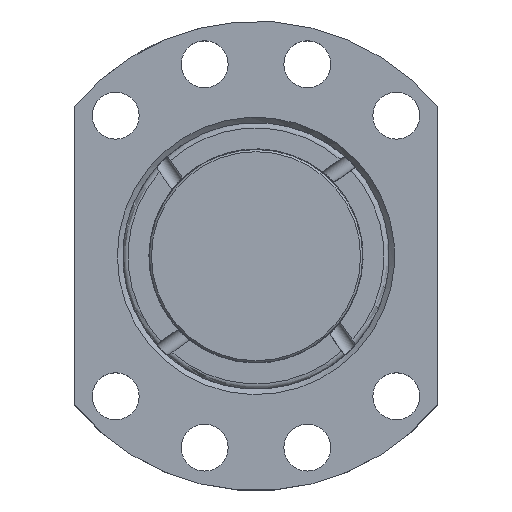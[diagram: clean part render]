
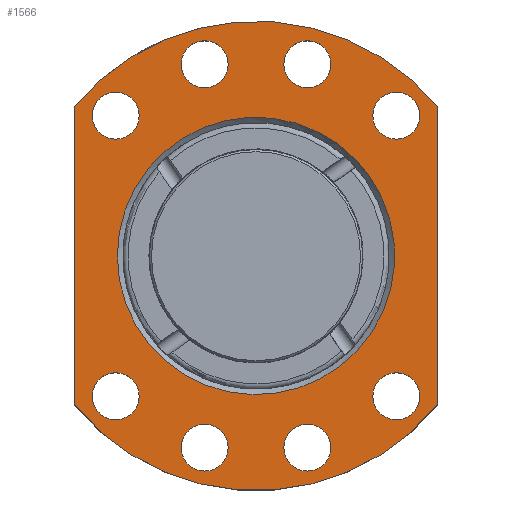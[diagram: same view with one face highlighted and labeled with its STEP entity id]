
A CAD part, top view. The second image highlights one B-rep face of the part: STEP entity #1566.
In plain terms, the highlighted planar face has unit normal (0, 0, 1).
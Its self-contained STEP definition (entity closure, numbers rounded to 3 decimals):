
#74=LINE('',#2837,#150);
#75=LINE('',#2838,#151);
#150=VECTOR('',#2056,1000.);
#151=VECTOR('',#2057,1000.);
#198=PLANE('',#1732);
#488=ORIENTED_EDGE('',*,*,#893,.T.);
#489=ORIENTED_EDGE('',*,*,#888,.F.);
#490=ORIENTED_EDGE('',*,*,#894,.T.);
#491=ORIENTED_EDGE('',*,*,#884,.F.);
#492=ORIENTED_EDGE('',*,*,#895,.T.);
#493=ORIENTED_EDGE('',*,*,#896,.T.);
#494=ORIENTED_EDGE('',*,*,#897,.T.);
#495=ORIENTED_EDGE('',*,*,#898,.T.);
#496=ORIENTED_EDGE('',*,*,#899,.T.);
#497=ORIENTED_EDGE('',*,*,#900,.T.);
#498=ORIENTED_EDGE('',*,*,#901,.T.);
#499=ORIENTED_EDGE('',*,*,#902,.T.);
#500=ORIENTED_EDGE('',*,*,#903,.T.);
#884=EDGE_CURVE('',#1064,#1065,#1155,.T.);
#888=EDGE_CURVE('',#1068,#1069,#1157,.T.);
#893=EDGE_CURVE('',#1073,#1073,#1159,.T.);
#894=EDGE_CURVE('',#1068,#1065,#74,.T.);
#895=EDGE_CURVE('',#1064,#1069,#75,.T.);
#896=EDGE_CURVE('',#1074,#1074,#1160,.T.);
#897=EDGE_CURVE('',#1075,#1075,#1161,.T.);
#898=EDGE_CURVE('',#1076,#1076,#1162,.T.);
#899=EDGE_CURVE('',#1077,#1077,#1163,.T.);
#900=EDGE_CURVE('',#1078,#1078,#1164,.T.);
#901=EDGE_CURVE('',#1079,#1079,#1165,.T.);
#902=EDGE_CURVE('',#1080,#1080,#1166,.T.);
#903=EDGE_CURVE('',#1081,#1081,#1167,.T.);
#1064=VERTEX_POINT('',#2806);
#1065=VERTEX_POINT('',#2807);
#1068=VERTEX_POINT('',#2815);
#1069=VERTEX_POINT('',#2816);
#1073=VERTEX_POINT('',#2836);
#1074=VERTEX_POINT('',#2840);
#1075=VERTEX_POINT('',#2842);
#1076=VERTEX_POINT('',#2844);
#1077=VERTEX_POINT('',#2846);
#1078=VERTEX_POINT('',#2848);
#1079=VERTEX_POINT('',#2850);
#1080=VERTEX_POINT('',#2852);
#1081=VERTEX_POINT('',#2854);
#1155=CIRCLE('',#1727,55.);
#1157=CIRCLE('',#1730,55.);
#1159=CIRCLE('',#1733,32.5);
#1160=CIRCLE('',#1734,5.5);
#1161=CIRCLE('',#1735,5.5);
#1162=CIRCLE('',#1736,5.5);
#1163=CIRCLE('',#1737,5.5);
#1164=CIRCLE('',#1738,5.5);
#1165=CIRCLE('',#1739,5.5);
#1166=CIRCLE('',#1740,5.5);
#1167=CIRCLE('',#1741,5.5);
#1241=EDGE_LOOP('',(#488));
#1242=EDGE_LOOP('',(#489,#490,#491,#492));
#1243=EDGE_LOOP('',(#493));
#1244=EDGE_LOOP('',(#494));
#1245=EDGE_LOOP('',(#495));
#1246=EDGE_LOOP('',(#496));
#1247=EDGE_LOOP('',(#497));
#1248=EDGE_LOOP('',(#498));
#1249=EDGE_LOOP('',(#499));
#1250=EDGE_LOOP('',(#500));
#1389=FACE_BOUND('',#1241,.T.);
#1390=FACE_BOUND('',#1242,.T.);
#1391=FACE_BOUND('',#1243,.T.);
#1392=FACE_BOUND('',#1244,.T.);
#1393=FACE_BOUND('',#1245,.T.);
#1394=FACE_BOUND('',#1246,.T.);
#1395=FACE_BOUND('',#1247,.T.);
#1396=FACE_BOUND('',#1248,.T.);
#1397=FACE_BOUND('',#1249,.T.);
#1398=FACE_BOUND('',#1250,.T.);
#1566=ADVANCED_FACE('',(#1389,#1390,#1391,#1392,#1393,#1394,#1395,#1396,
#1397,#1398),#198,.T.);
#1727=AXIS2_PLACEMENT_3D('',#2805,#2038,#2039);
#1730=AXIS2_PLACEMENT_3D('',#2814,#2046,#2047);
#1732=AXIS2_PLACEMENT_3D('',#2834,#2052,#2053);
#1733=AXIS2_PLACEMENT_3D('',#2835,#2054,#2055);
#1734=AXIS2_PLACEMENT_3D('',#2839,#2058,#2059);
#1735=AXIS2_PLACEMENT_3D('',#2841,#2060,#2061);
#1736=AXIS2_PLACEMENT_3D('',#2843,#2062,#2063);
#1737=AXIS2_PLACEMENT_3D('',#2845,#2064,#2065);
#1738=AXIS2_PLACEMENT_3D('',#2847,#2066,#2067);
#1739=AXIS2_PLACEMENT_3D('',#2849,#2068,#2069);
#1740=AXIS2_PLACEMENT_3D('',#2851,#2070,#2071);
#1741=AXIS2_PLACEMENT_3D('',#2853,#2072,#2073);
#2038=DIRECTION('',(0.,0.,-1.));
#2039=DIRECTION('',(-1.,0.,0.));
#2046=DIRECTION('',(0.,0.,-1.));
#2047=DIRECTION('',(-1.,0.,0.));
#2052=DIRECTION('',(0.,0.,1.));
#2053=DIRECTION('',(1.,0.,0.));
#2054=DIRECTION('',(0.,0.,-1.));
#2055=DIRECTION('',(-1.,0.,0.));
#2056=DIRECTION('',(0.,-1.,0.));
#2057=DIRECTION('',(0.,1.,0.));
#2058=DIRECTION('',(0.,0.,-1.));
#2059=DIRECTION('',(-1.,0.,0.));
#2060=DIRECTION('',(0.,0.,-1.));
#2061=DIRECTION('',(-1.,0.,0.));
#2062=DIRECTION('',(0.,0.,-1.));
#2063=DIRECTION('',(-1.,0.,0.));
#2064=DIRECTION('',(0.,0.,-1.));
#2065=DIRECTION('',(-1.,0.,0.));
#2066=DIRECTION('',(0.,0.,-1.));
#2067=DIRECTION('',(-1.,0.,0.));
#2068=DIRECTION('',(0.,0.,-1.));
#2069=DIRECTION('',(-1.,0.,0.));
#2070=DIRECTION('',(0.,0.,-1.));
#2071=DIRECTION('',(-1.,0.,0.));
#2072=DIRECTION('',(0.,0.,-1.));
#2073=DIRECTION('',(-1.,0.,0.));
#2805=CARTESIAN_POINT('',(0.,0.,171.));
#2806=CARTESIAN_POINT('',(42.5,-34.911,171.));
#2807=CARTESIAN_POINT('',(-42.5,-34.911,171.));
#2814=CARTESIAN_POINT('',(0.,0.,171.));
#2815=CARTESIAN_POINT('',(-42.5,34.911,171.));
#2816=CARTESIAN_POINT('',(42.5,34.911,171.));
#2834=CARTESIAN_POINT('',(0.,55.,171.));
#2835=CARTESIAN_POINT('',(0.,0.,171.));
#2836=CARTESIAN_POINT('',(-32.5,0.,171.));
#2837=CARTESIAN_POINT('',(-42.5,60.,171.));
#2838=CARTESIAN_POINT('',(42.5,-60.,171.));
#2839=CARTESIAN_POINT('',(-12.035,44.916,171.));
#2840=CARTESIAN_POINT('',(-17.535,44.916,171.));
#2841=CARTESIAN_POINT('',(-32.88,32.88,171.));
#2842=CARTESIAN_POINT('',(-38.38,32.88,171.));
#2843=CARTESIAN_POINT('',(32.88,-32.88,171.));
#2844=CARTESIAN_POINT('',(27.38,-32.88,171.));
#2845=CARTESIAN_POINT('',(12.035,-44.916,171.));
#2846=CARTESIAN_POINT('',(6.535,-44.916,171.));
#2847=CARTESIAN_POINT('',(-12.035,-44.916,171.));
#2848=CARTESIAN_POINT('',(-17.535,-44.916,171.));
#2849=CARTESIAN_POINT('',(-32.88,-32.88,171.));
#2850=CARTESIAN_POINT('',(-38.38,-32.88,171.));
#2851=CARTESIAN_POINT('',(12.035,44.916,171.));
#2852=CARTESIAN_POINT('',(6.535,44.916,171.));
#2853=CARTESIAN_POINT('',(32.88,32.88,171.));
#2854=CARTESIAN_POINT('',(27.38,32.88,171.));
